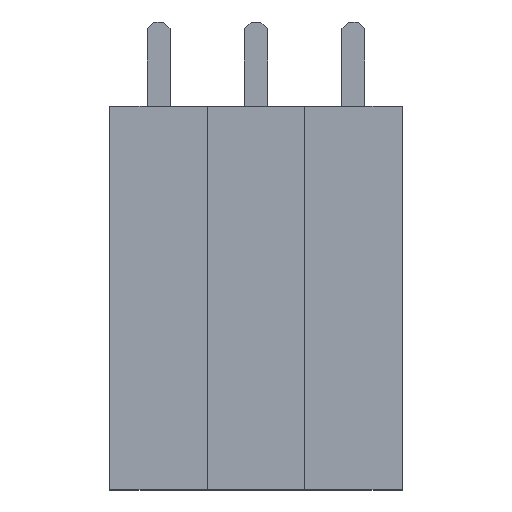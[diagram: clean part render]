
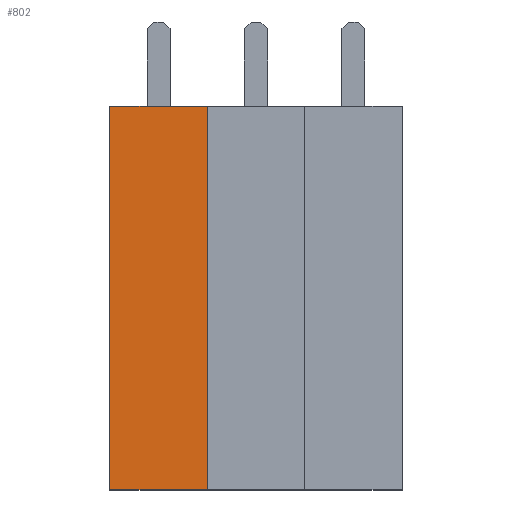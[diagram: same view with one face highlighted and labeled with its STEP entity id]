
A CAD part, top view. The second image highlights one B-rep face of the part: STEP entity #802.
In plain terms, the highlighted planar face has unit normal (0, 0, 1).
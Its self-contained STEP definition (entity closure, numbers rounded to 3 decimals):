
#38 = VERTEX_POINT ( 'NONE', #1651 ) ;
#156 = VERTEX_POINT ( 'NONE', #1794 ) ;
#167 = VECTOR ( 'NONE', #1566, 1000. ) ;
#201 = PLANE ( 'NONE',  #695 ) ;
#203 = LINE ( 'NONE', #1083, #1454 ) ;
#211 = CARTESIAN_POINT ( 'NONE',  ( 0., 0., 1.2 ) ) ;
#288 = ORIENTED_EDGE ( 'NONE', *, *, #955, .T. ) ;
#302 = VERTEX_POINT ( 'NONE', #630 ) ;
#353 = DIRECTION ( 'NONE',  ( 1., 0., 0. ) ) ;
#595 = LINE ( 'NONE', #971, #832 ) ;
#628 = CARTESIAN_POINT ( 'NONE',  ( 1.27, 5., 1.2 ) ) ;
#630 = CARTESIAN_POINT ( 'NONE',  ( 1.27, 5., 1.2 ) ) ;
#637 = FACE_OUTER_BOUND ( 'NONE', #1683, .T. ) ;
#695 = AXIS2_PLACEMENT_3D ( 'NONE', #211, #770, #353 ) ;
#770 = DIRECTION ( 'NONE',  ( 0., 0., 1. ) ) ;
#802 = ADVANCED_FACE ( 'NONE', ( #637 ), #201, .T. ) ;
#826 = EDGE_CURVE ( 'NONE', #38, #302, #1276, .T. ) ;
#832 = VECTOR ( 'NONE', #1111, 1000. ) ;
#926 = CARTESIAN_POINT ( 'NONE',  ( -1.27, 5., 1.2 ) ) ;
#955 = EDGE_CURVE ( 'NONE', #156, #38, #595, .T. ) ;
#971 = CARTESIAN_POINT ( 'NONE',  ( -1.27, -5., 1.2 ) ) ;
#1058 = DIRECTION ( 'NONE',  ( -1., 0., 0. ) ) ;
#1083 = CARTESIAN_POINT ( 'NONE',  ( -1.27, 5., 1.2 ) ) ;
#1111 = DIRECTION ( 'NONE',  ( 1., 0., 0. ) ) ;
#1146 = CARTESIAN_POINT ( 'NONE',  ( -1.27, 5., 1.2 ) ) ;
#1147 = EDGE_CURVE ( 'NONE', #1472, #156, #1732, .T. ) ;
#1227 = ORIENTED_EDGE ( 'NONE', *, *, #1563, .T. ) ;
#1276 = LINE ( 'NONE', #628, #1478 ) ;
#1454 = VECTOR ( 'NONE', #1058, 1000. ) ;
#1472 = VERTEX_POINT ( 'NONE', #926 ) ;
#1478 = VECTOR ( 'NONE', #1805, 1000. ) ;
#1552 = ORIENTED_EDGE ( 'NONE', *, *, #1147, .T. ) ;
#1563 = EDGE_CURVE ( 'NONE', #302, #1472, #203, .T. ) ;
#1566 = DIRECTION ( 'NONE',  ( 0., -1., 0. ) ) ;
#1568 = ORIENTED_EDGE ( 'NONE', *, *, #826, .T. ) ;
#1651 = CARTESIAN_POINT ( 'NONE',  ( 1.27, -5., 1.2 ) ) ;
#1683 = EDGE_LOOP ( 'NONE', ( #1568, #1227, #1552, #288 ) ) ;
#1732 = LINE ( 'NONE', #1146, #167 ) ;
#1794 = CARTESIAN_POINT ( 'NONE',  ( -1.27, -5., 1.2 ) ) ;
#1805 = DIRECTION ( 'NONE',  ( 0., 1., 0. ) ) ;
